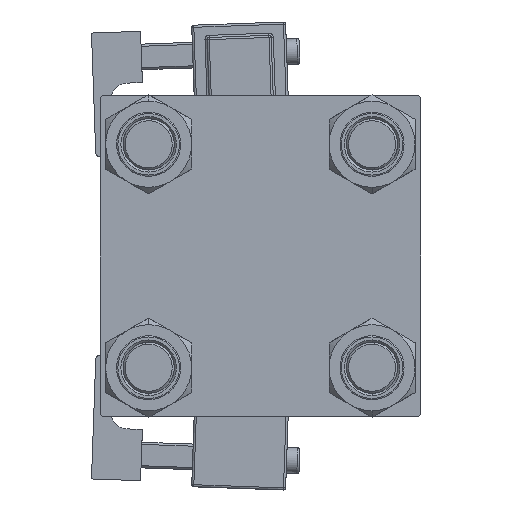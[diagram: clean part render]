
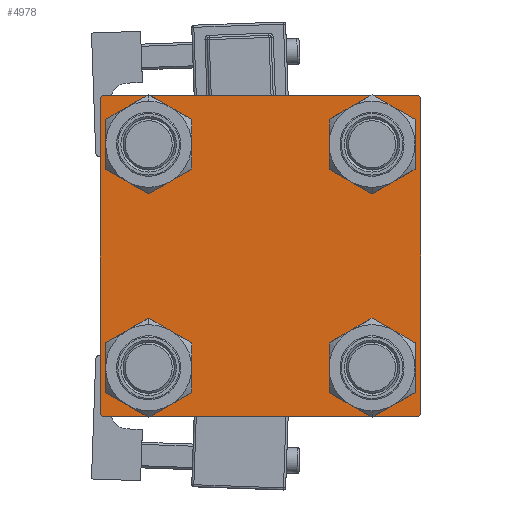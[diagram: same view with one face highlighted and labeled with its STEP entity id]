
A CAD part, left-side view. The second image highlights one B-rep face of the part: STEP entity #4978.
In plain terms, the highlighted planar face has unit normal (-1, 0, 0).
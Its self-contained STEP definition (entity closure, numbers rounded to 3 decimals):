
#11 = CARTESIAN_POINT ( 'NONE',  ( 0., 37.25, -37.25 ) ) ;
#109 = CARTESIAN_POINT ( 'NONE',  ( 0., 37.5, 37.5 ) ) ;
#216 = CARTESIAN_POINT ( 'NONE',  ( 0., -37., -37.5 ) ) ;
#673 = CIRCLE ( 'NONE', #43107, 6.5 ) ;
#1219 = CARTESIAN_POINT ( 'NONE',  ( 0., -37.5, 37.5 ) ) ;
#1480 = CARTESIAN_POINT ( 'NONE',  ( 0., -37.5, -37. ) ) ;
#1808 = CARTESIAN_POINT ( 'NONE',  ( 0., -26.15, 26.15 ) ) ;
#2996 = VERTEX_POINT ( 'NONE', #19452 ) ;
#3209 = CARTESIAN_POINT ( 'NONE',  ( 0., 0., 0. ) ) ;
#3467 = FACE_BOUND ( 'NONE', #5022, .T. ) ;
#3870 = LINE ( 'NONE', #20081, #9326 ) ;
#4066 = LINE ( 'NONE', #20783, #42656 ) ;
#4425 = CIRCLE ( 'NONE', #10401, 6.5 ) ;
#4978 = ADVANCED_FACE ( 'NONE', ( #3467, #23409, #27918, #23671, #47332 ), #43348, .T. ) ;
#5022 = EDGE_LOOP ( 'NONE', ( #41980, #16255 ) ) ;
#5327 = CARTESIAN_POINT ( 'NONE',  ( 0., 37., 37.5 ) ) ;
#5708 = CARTESIAN_POINT ( 'NONE',  ( 0., 26.15, -32.65 ) ) ;
#6397 = AXIS2_PLACEMENT_3D ( 'NONE', #45324, #49306, #37092 ) ;
#6937 = DIRECTION ( 'NONE',  ( -1., 0., 0. ) ) ;
#7194 = DIRECTION ( 'NONE',  ( 0., 0., 1. ) ) ;
#9326 = VECTOR ( 'NONE', #16344, 1000. ) ;
#9365 = ORIENTED_EDGE ( 'NONE', *, *, #38127, .T. ) ;
#9774 = VERTEX_POINT ( 'NONE', #37665 ) ;
#10401 = AXIS2_PLACEMENT_3D ( 'NONE', #33616, #34153, #49829 ) ;
#10549 = EDGE_LOOP ( 'NONE', ( #27956, #10886 ) ) ;
#10886 = ORIENTED_EDGE ( 'NONE', *, *, #25150, .T. ) ;
#11279 = EDGE_CURVE ( 'NONE', #15729, #23266, #673, .T. ) ;
#11851 = VERTEX_POINT ( 'NONE', #44395 ) ;
#12336 = VERTEX_POINT ( 'NONE', #45109 ) ;
#12546 = AXIS2_PLACEMENT_3D ( 'NONE', #13989, #38701, #50395 ) ;
#12685 = DIRECTION ( 'NONE',  ( 1., 0., 0. ) ) ;
#12859 = DIRECTION ( 'NONE',  ( 0., 0., -1. ) ) ;
#12959 = DIRECTION ( 'NONE',  ( 0., 0.707, 0.707 ) ) ;
#13048 = CIRCLE ( 'NONE', #25792, 6.5 ) ;
#13089 = CARTESIAN_POINT ( 'NONE',  ( 0., -26.15, 26.15 ) ) ;
#13891 = DIRECTION ( 'NONE',  ( 0., 0., 1. ) ) ;
#13989 = CARTESIAN_POINT ( 'NONE',  ( 0., 26.15, 26.15 ) ) ;
#14043 = LINE ( 'NONE', #42482, #23187 ) ;
#14069 = CARTESIAN_POINT ( 'NONE',  ( 0., 26.15, 32.65 ) ) ;
#15729 = VERTEX_POINT ( 'NONE', #5708 ) ;
#16255 = ORIENTED_EDGE ( 'NONE', *, *, #35119, .T. ) ;
#16344 = DIRECTION ( 'NONE',  ( 0., -1., 0. ) ) ;
#16364 = CARTESIAN_POINT ( 'NONE',  ( 0., 26.15, -19.65 ) ) ;
#17226 = LINE ( 'NONE', #40888, #43135 ) ;
#17372 = VECTOR ( 'NONE', #33636, 1000. ) ;
#17575 = VERTEX_POINT ( 'NONE', #14069 ) ;
#18000 = DIRECTION ( 'NONE',  ( 1., 0., 0. ) ) ;
#18038 = CIRCLE ( 'NONE', #23150, 6.5 ) ;
#19027 = EDGE_LOOP ( 'NONE', ( #36260, #27703 ) ) ;
#19040 = DIRECTION ( 'NONE',  ( 0., 0.707, -0.707 ) ) ;
#19156 = DIRECTION ( 'NONE',  ( 0., -0.707, -0.707 ) ) ;
#19452 = CARTESIAN_POINT ( 'NONE',  ( 0., -37., 37.5 ) ) ;
#19657 = ORIENTED_EDGE ( 'NONE', *, *, #51476, .F. ) ;
#19669 = EDGE_CURVE ( 'NONE', #9774, #22904, #3870, .T. ) ;
#20081 = CARTESIAN_POINT ( 'NONE',  ( 0., 37.5, -37.5 ) ) ;
#20418 = DIRECTION ( 'NONE',  ( 0., -1., 0. ) ) ;
#20783 = CARTESIAN_POINT ( 'NONE',  ( 0., -37.25, -37.25 ) ) ;
#20920 = CARTESIAN_POINT ( 'NONE',  ( 0., -37.25, 37.25 ) ) ;
#21452 = EDGE_LOOP ( 'NONE', ( #46603, #22694 ) ) ;
#22217 = CIRCLE ( 'NONE', #41709, 6.5 ) ;
#22241 = AXIS2_PLACEMENT_3D ( 'NONE', #35631, #51070, #7194 ) ;
#22694 = ORIENTED_EDGE ( 'NONE', *, *, #37806, .T. ) ;
#22904 = VERTEX_POINT ( 'NONE', #216 ) ;
#23150 = AXIS2_PLACEMENT_3D ( 'NONE', #1808, #18000, #27023 ) ;
#23153 = DIRECTION ( 'NONE',  ( 0., 0., 1. ) ) ;
#23187 = VECTOR ( 'NONE', #19040, 1000. ) ;
#23266 = VERTEX_POINT ( 'NONE', #16364 ) ;
#23409 = FACE_BOUND ( 'NONE', #10549, .T. ) ;
#23444 = DIRECTION ( 'NONE',  ( 1., 0., 0. ) ) ;
#23671 = FACE_BOUND ( 'NONE', #21452, .T. ) ;
#23704 = CARTESIAN_POINT ( 'NONE',  ( 0., 26.15, 26.15 ) ) ;
#24052 = VERTEX_POINT ( 'NONE', #45093 ) ;
#24720 = EDGE_CURVE ( 'NONE', #23266, #15729, #45126, .T. ) ;
#25150 = EDGE_CURVE ( 'NONE', #36148, #46922, #4425, .T. ) ;
#25792 = AXIS2_PLACEMENT_3D ( 'NONE', #23704, #23444, #27949 ) ;
#26568 = VERTEX_POINT ( 'NONE', #5327 ) ;
#27023 = DIRECTION ( 'NONE',  ( 0., 0., 1. ) ) ;
#27703 = ORIENTED_EDGE ( 'NONE', *, *, #11279, .T. ) ;
#27918 = FACE_BOUND ( 'NONE', #19027, .T. ) ;
#27949 = DIRECTION ( 'NONE',  ( 0., 0., 1. ) ) ;
#27956 = ORIENTED_EDGE ( 'NONE', *, *, #28130, .T. ) ;
#28130 = EDGE_CURVE ( 'NONE', #46922, #36148, #36036, .T. ) ;
#28196 = EDGE_CURVE ( 'NONE', #45473, #43071, #41606, .T. ) ;
#28741 = EDGE_LOOP ( 'NONE', ( #44242, #43149, #33030, #47413, #44897, #9365, #19657, #46188 ) ) ;
#29202 = EDGE_CURVE ( 'NONE', #34272, #24052, #22217, .T. ) ;
#29383 = CARTESIAN_POINT ( 'NONE',  ( 0., 37.5, 37. ) ) ;
#31941 = AXIS2_PLACEMENT_3D ( 'NONE', #3209, #6937, #23153 ) ;
#33030 = ORIENTED_EDGE ( 'NONE', *, *, #19669, .T. ) ;
#33616 = CARTESIAN_POINT ( 'NONE',  ( 0., -26.15, -26.15 ) ) ;
#33636 = DIRECTION ( 'NONE',  ( 0., 0., -1. ) ) ;
#34153 = DIRECTION ( 'NONE',  ( 1., 0., 0. ) ) ;
#34272 = VERTEX_POINT ( 'NONE', #47999 ) ;
#35119 = EDGE_CURVE ( 'NONE', #24052, #34272, #18038, .T. ) ;
#35228 = EDGE_CURVE ( 'NONE', #22904, #43071, #4066, .T. ) ;
#35631 = CARTESIAN_POINT ( 'NONE',  ( 0., 26.15, -26.15 ) ) ;
#35956 = VECTOR ( 'NONE', #19156, 1000. ) ;
#36036 = CIRCLE ( 'NONE', #6397, 6.5 ) ;
#36148 = VERTEX_POINT ( 'NONE', #46971 ) ;
#36260 = ORIENTED_EDGE ( 'NONE', *, *, #24720, .T. ) ;
#36409 = VERTEX_POINT ( 'NONE', #29383 ) ;
#36426 = LINE ( 'NONE', #11, #35956 ) ;
#37002 = DIRECTION ( 'NONE',  ( 0., -0.707, 0.707 ) ) ;
#37071 = EDGE_CURVE ( 'NONE', #26568, #36409, #14043, .T. ) ;
#37092 = DIRECTION ( 'NONE',  ( 0., 0., 1. ) ) ;
#37644 = VECTOR ( 'NONE', #12959, 1000. ) ;
#37665 = CARTESIAN_POINT ( 'NONE',  ( 0., 37., -37.5 ) ) ;
#37806 = EDGE_CURVE ( 'NONE', #11851, #17575, #13048, .T. ) ;
#38127 = EDGE_CURVE ( 'NONE', #45473, #2996, #49622, .T. ) ;
#38315 = EDGE_CURVE ( 'NONE', #12336, #9774, #36426, .T. ) ;
#38701 = DIRECTION ( 'NONE',  ( 1., 0., 0. ) ) ;
#39867 = CARTESIAN_POINT ( 'NONE',  ( 0., -37.5, 37. ) ) ;
#40426 = CIRCLE ( 'NONE', #12546, 6.5 ) ;
#40507 = LINE ( 'NONE', #109, #41300 ) ;
#40888 = CARTESIAN_POINT ( 'NONE',  ( 0., 37.5, 37.5 ) ) ;
#41300 = VECTOR ( 'NONE', #12859, 1000. ) ;
#41606 = LINE ( 'NONE', #1219, #17372 ) ;
#41709 = AXIS2_PLACEMENT_3D ( 'NONE', #13089, #41792, #13891 ) ;
#41792 = DIRECTION ( 'NONE',  ( 1., 0., 0. ) ) ;
#41980 = ORIENTED_EDGE ( 'NONE', *, *, #29202, .T. ) ;
#42482 = CARTESIAN_POINT ( 'NONE',  ( 0., 37.25, 37.25 ) ) ;
#42656 = VECTOR ( 'NONE', #37002, 1000. ) ;
#43071 = VERTEX_POINT ( 'NONE', #1480 ) ;
#43107 = AXIS2_PLACEMENT_3D ( 'NONE', #48573, #12685, #52551 ) ;
#43135 = VECTOR ( 'NONE', #20418, 1000. ) ;
#43149 = ORIENTED_EDGE ( 'NONE', *, *, #38315, .T. ) ;
#43348 = PLANE ( 'NONE',  #31941 ) ;
#44242 = ORIENTED_EDGE ( 'NONE', *, *, #48350, .T. ) ;
#44395 = CARTESIAN_POINT ( 'NONE',  ( 0., 26.15, 19.65 ) ) ;
#44897 = ORIENTED_EDGE ( 'NONE', *, *, #28196, .F. ) ;
#45093 = CARTESIAN_POINT ( 'NONE',  ( 0., -26.15, 19.65 ) ) ;
#45109 = CARTESIAN_POINT ( 'NONE',  ( 0., 37.5, -37. ) ) ;
#45126 = CIRCLE ( 'NONE', #22241, 6.5 ) ;
#45324 = CARTESIAN_POINT ( 'NONE',  ( 0., -26.15, -26.15 ) ) ;
#45473 = VERTEX_POINT ( 'NONE', #39867 ) ;
#46188 = ORIENTED_EDGE ( 'NONE', *, *, #37071, .T. ) ;
#46603 = ORIENTED_EDGE ( 'NONE', *, *, #48067, .T. ) ;
#46922 = VERTEX_POINT ( 'NONE', #50513 ) ;
#46971 = CARTESIAN_POINT ( 'NONE',  ( 0., -26.15, -32.65 ) ) ;
#47332 = FACE_OUTER_BOUND ( 'NONE', #28741, .T. ) ;
#47413 = ORIENTED_EDGE ( 'NONE', *, *, #35228, .T. ) ;
#47999 = CARTESIAN_POINT ( 'NONE',  ( 0., -26.15, 32.65 ) ) ;
#48067 = EDGE_CURVE ( 'NONE', #17575, #11851, #40426, .T. ) ;
#48350 = EDGE_CURVE ( 'NONE', #36409, #12336, #40507, .T. ) ;
#48573 = CARTESIAN_POINT ( 'NONE',  ( 0., 26.15, -26.15 ) ) ;
#49306 = DIRECTION ( 'NONE',  ( 1., 0., 0. ) ) ;
#49622 = LINE ( 'NONE', #20920, #37644 ) ;
#49829 = DIRECTION ( 'NONE',  ( 0., 0., 1. ) ) ;
#50395 = DIRECTION ( 'NONE',  ( 0., 0., 1. ) ) ;
#50513 = CARTESIAN_POINT ( 'NONE',  ( 0., -26.15, -19.65 ) ) ;
#51070 = DIRECTION ( 'NONE',  ( 1., 0., 0. ) ) ;
#51476 = EDGE_CURVE ( 'NONE', #26568, #2996, #17226, .T. ) ;
#52551 = DIRECTION ( 'NONE',  ( 0., 0., 1. ) ) ;
